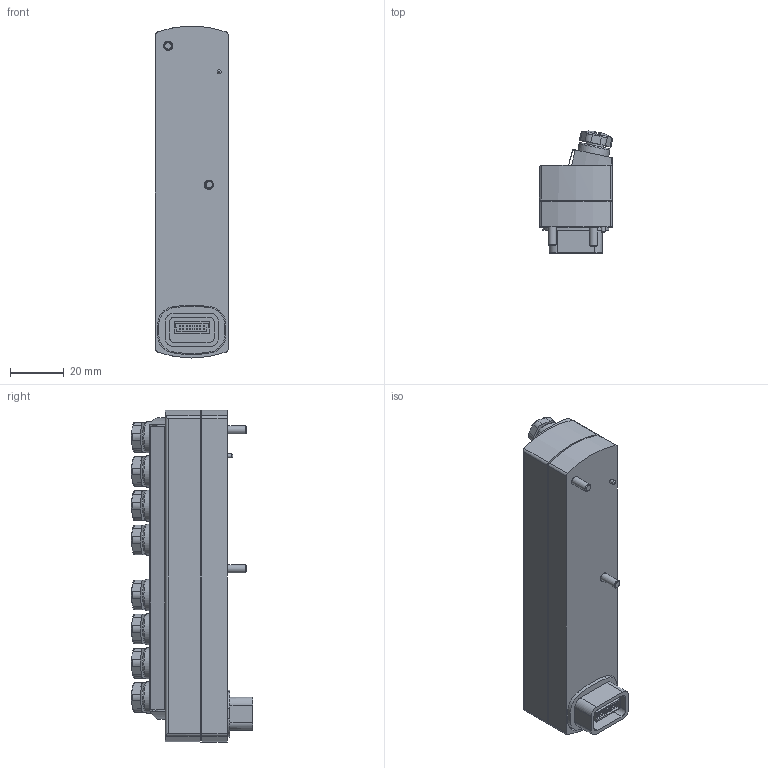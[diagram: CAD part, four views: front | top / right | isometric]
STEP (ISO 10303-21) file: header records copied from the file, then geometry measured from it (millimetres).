
FILE_DESCRIPTION(/* description */ ('STEP AP214'),/* implementation_level */ '2;1');
FILE_NAME(/* name */ '8047505_CTMM-S1-D-8E-M8-3',/* time_stamp */ '2024-08-09T16:07:15+02:00',/* author */ ('License CC BY-ND 4.0'),/* organization */ ('CADENAS'),/* preprocessor_version */ 'ST-DEVELOPER v19.3',/* originating_system */ 'PARTsolutions',/* authorisation */ ' ');
FILE_SCHEMA (('AUTOMOTIVE_DESIGN {1 0 10303 214 3 1 1}'));
Length unit declared in the file: millimetre
Products named in the file (4): 8047505 CTMM-S1-D-8E-M8-3; 8047505 CTMM-S1-D-8E-M8-3---(part); 4023599 M3x27-10.9; 177672 ISK-M8
Assembly tree (11 placements, depth 2):
  8047505 CTMM-S1-D-8E-M8-3
    8047505 CTMM-S1-D-8E-M8-3---(part)
    4023599 M3x27-10.9  x2
    177672 ISK-M8  x8
Bounding box: 27.14 x 45.17 x 123.4 mm (x, y, z)
Volume: 88640.1 mm3; surface area: 26113 mm2
Topology: 11 solids, 11 shells, 1039 faces, 2544 edges, 1660 vertices
Faces by surface type: plane 650, cylinder 269, cone 61, torus 43, sphere 16
Full cylindrical faces by diameter (mm): 0.8 x1, 1.2 x24, 2.5 x9, 2.6 x2, 3 x2, 3.3 x9, 3.5 x2, 5.5 x2, 5.6 x8, 5.8 x8, 6.55 x16, 6.917 x8, 7.6 x2, 8 x8, 8.5 x8, 11.6 x8
Entity records: 19279 total; most frequent: CARTESIAN_POINT 2788, DIRECTION 2735, ORIENTED_EDGE 2340, EDGE_CURVE 1170, AXIS2_PLACEMENT_3D 1012, VERTEX_POINT 853, EDGE_LOOP 853, FACE_BOUND 853
